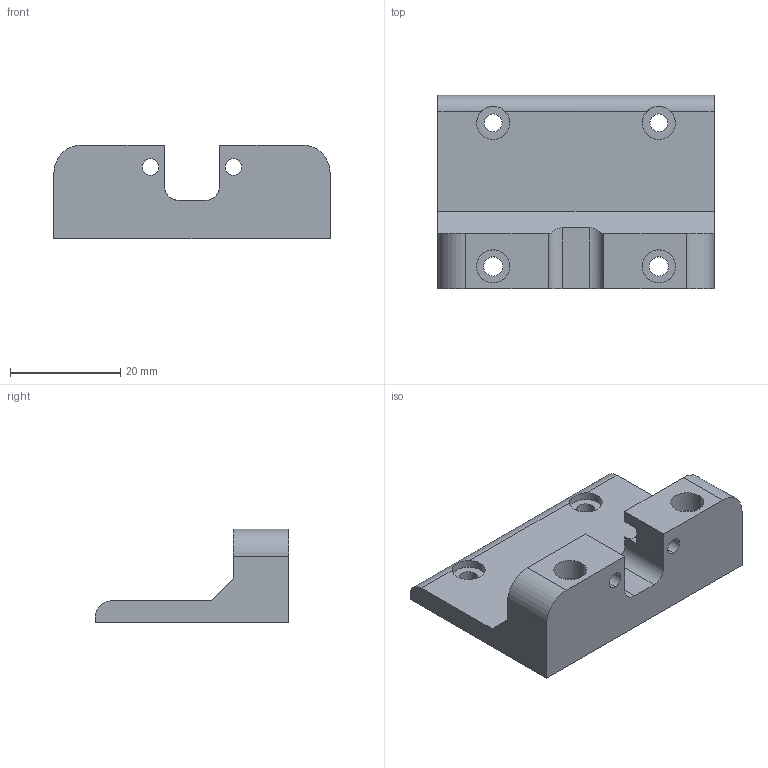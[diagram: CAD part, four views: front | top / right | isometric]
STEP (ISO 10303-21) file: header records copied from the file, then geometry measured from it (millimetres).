
FILE_DESCRIPTION (( 'STEP AP203' ), '1' );
FILE_NAME ('x_carriage_b.STEP', '2013-06-24T14:41:16', ( 'LVG' ), ( 'MouseComputer PC' ), 'SwSTEP 2.0', 'SolidWorks 2013', '' );
FILE_SCHEMA (( 'CONFIG_CONTROL_DESIGN' ));
Length unit declared in the file: millimetre
Products named in the file (1): x_carriage_b
Bounding box: 50 x 35 x 17 mm (x, y, z)
Volume: 11855.1 mm3; surface area: 6142.4 mm2
Topology: 1 solids, 1 shells, 51 faces, 141 edges, 94 vertices
Faces by surface type: cylinder 31, plane 20
Entity records: 1790 total; most frequent: CARTESIAN_POINT 327, DIRECTION 305, ORIENTED_EDGE 282, EDGE_CURVE 141, AXIS2_PLACEMENT_3D 116, VERTEX_POINT 94, LINE 73, VECTOR 73
